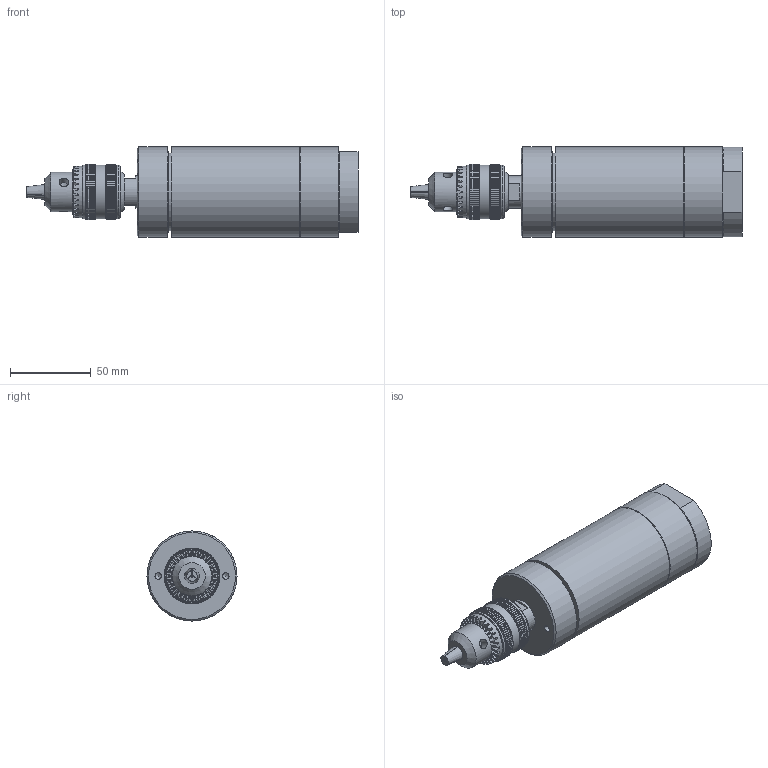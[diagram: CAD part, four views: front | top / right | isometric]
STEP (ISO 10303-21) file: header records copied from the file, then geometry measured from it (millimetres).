
FILE_DESCRIPTION(/* description */ (''),/* implementation_level */ '2;1');
FILE_NAME(/* name */ 'EBMU 40-3400_60008177.stp',/* time_stamp */ '2019-01-15T08:58:18+01:00',/* author */ ('flambert'),/* organization */ (''),/* preprocessor_version */ 'ST-DEVELOPER v17',/* originating_system */ 'Autodesk Inventor 2018',/* authorisation */ '');
FILE_SCHEMA (('AUTOMOTIVE_DESIGN { 1 0 10303 214 3 1 1 }'));
Length unit declared in the file: millimetre
Products named in the file (1): EBMU 40-3400_60008177
Bounding box: 206.2 x 56 x 56 mm (x, y, z)
Volume: 366160.4 mm3; surface area: 44174.7 mm2
Topology: 1 solids, 6 shells, 1382 faces, 3320 edges, 1969 vertices
Faces by surface type: plane 679, cone 390, cylinder 293, torus 13, bspline 7
Full cylindrical faces by diameter (mm): 1.5 x1, 4 x2, 6 x3, 11.445 x2, 14.95 x1, 19.95 x1, 21 x1, 21.252 x1, 23.543 x1, 24.5 x1, 26 x3, 27.47 x1, 32 x1, 33.5 x3, 48.178 x2, 48.376 x1, 50 x1, 56 x3
Entity records: 41638 total; most frequent: CARTESIAN_POINT 9749, ORIENTED_EDGE 6630, DIRECTION 6418, EDGE_CURVE 3315, AXIS2_PLACEMENT_3D 2545, VERTEX_POINT 1969, EDGE_LOOP 1418, FACE_OUTER_BOUND 1382
